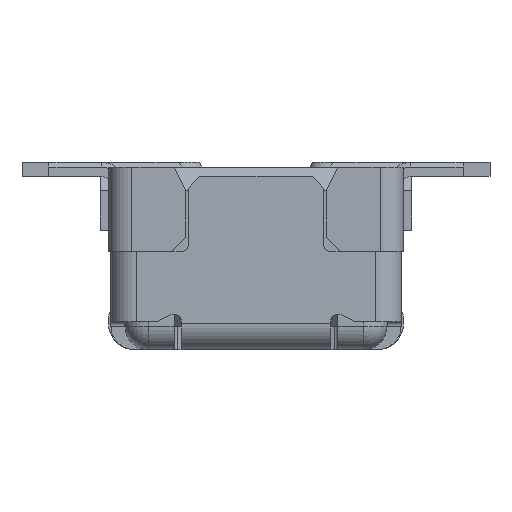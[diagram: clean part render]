
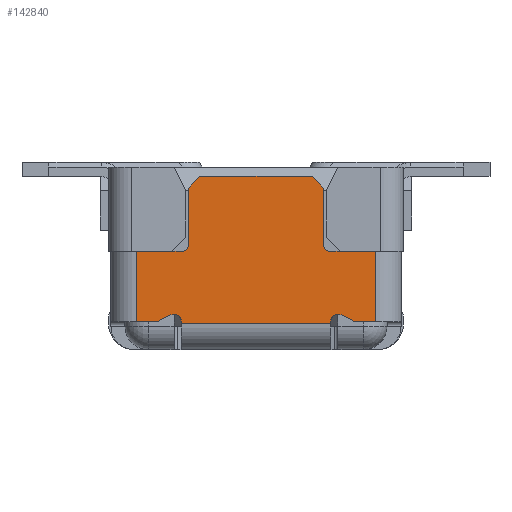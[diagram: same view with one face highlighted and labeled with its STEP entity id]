
A CAD part, left-side view. The second image highlights one B-rep face of the part: STEP entity #142840.
In plain terms, the highlighted face is planar.
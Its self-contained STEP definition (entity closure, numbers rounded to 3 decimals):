
#128760=CARTESIAN_POINT('',(1.87,0.68,-0.51));
#128770=VERTEX_POINT('',#128760);
#128820=CARTESIAN_POINT('',(1.87,0.68,-0.51));
#128830=DIRECTION('',(0.,0.,1.));
#128840=VECTOR('',#128830,1.);
#128850=LINE('',#128820,#128840);
#128860=CARTESIAN_POINT('',(1.87,0.68,-0.42));
#128870=VERTEX_POINT('',#128860);
#128880=EDGE_CURVE('',#128770,#128870,#128850,.T.);
#140700=CARTESIAN_POINT('',(1.87,0.38,-0.51));
#140710=VERTEX_POINT('',#140700);
#140950=CARTESIAN_POINT('',(1.87,0.38,-0.36));
#140960=VERTEX_POINT('',#140950);
#140990=CARTESIAN_POINT('',(1.87,0.38,-0.36));
#141000=DIRECTION('',(0.,0.,-1.));
#141010=VECTOR('',#141000,1.);
#141020=LINE('',#140990,#141010);
#141030=EDGE_CURVE('',#140960,#140710,#141020,.T.);
#141150=CARTESIAN_POINT('',(1.87,0.38,0.62));
#141160=DIRECTION('',(1.,0.,0.));
#141170=DIRECTION('',(0.,0.,-1.));
#141180=AXIS2_PLACEMENT_3D('',#141150,#141160,#141170);
#141190=PLANE('',#141180);
#141200=CARTESIAN_POINT('',(1.87,0.356,0.315));
#141210=DIRECTION('',(-1.,0.,0.));
#141220=DIRECTION('',(0.,1.,0.));
#141230=AXIS2_PLACEMENT_3D('',#141200,#141210,#141220);
#141240=CIRCLE('',#141230,0.025);
#141250=CARTESIAN_POINT('',(1.87,0.38,0.315));
#141260=VERTEX_POINT('',#141250);
#141270=CARTESIAN_POINT('',(1.87,0.356,0.29));
#141280=VERTEX_POINT('',#141270);
#141290=EDGE_CURVE('',#141260,#141280,#141240,.T.);
#141300=ORIENTED_EDGE('',*,*,#141290,.T.);
#141310=CARTESIAN_POINT('',(1.87,0.38,0.315));
#141320=DIRECTION('',(0.,0.,1.));
#141330=VECTOR('',#141320,1.);
#141340=LINE('',#141310,#141330);
#141350=CARTESIAN_POINT('',(1.87,0.38,0.36));
#141360=VERTEX_POINT('',#141350);
#141370=EDGE_CURVE('',#141260,#141360,#141340,.T.);
#141380=ORIENTED_EDGE('',*,*,#141370,.F.);
#141390=CARTESIAN_POINT('',(1.87,0.38,0.51));
#141400=DIRECTION('',(0.,0.,-1.));
#141410=VECTOR('',#141400,1.);
#141420=LINE('',#141390,#141410);
#141430=CARTESIAN_POINT('',(1.87,0.38,0.51));
#141440=VERTEX_POINT('',#141430);
#141450=EDGE_CURVE('',#141440,#141360,#141420,.T.);
#141460=ORIENTED_EDGE('',*,*,#141450,.T.);
#141470=CARTESIAN_POINT('',(1.87,0.38,0.51));
#141480=DIRECTION('',(0.,1.,0.));
#141490=VECTOR('',#141480,1.);
#141500=LINE('',#141470,#141490);
#141510=CARTESIAN_POINT('',(1.87,0.68,0.51));
#141520=VERTEX_POINT('',#141510);
#141530=EDGE_CURVE('',#141440,#141520,#141500,.T.);
#141540=ORIENTED_EDGE('',*,*,#141530,.F.);
#141550=CARTESIAN_POINT('',(1.87,0.68,0.42));
#141560=DIRECTION('',(0.,0.,1.));
#141570=VECTOR('',#141560,1.);
#141580=LINE('',#141550,#141570);
#141590=CARTESIAN_POINT('',(1.87,0.68,0.42));
#141600=VERTEX_POINT('',#141590);
#141610=EDGE_CURVE('',#141600,#141520,#141580,.T.);
#141620=ORIENTED_EDGE('',*,*,#141610,.T.);
#141630=CARTESIAN_POINT('',(1.87,0.652,0.363));
#141640=DIRECTION('',(0.,0.447,0.894));
#141650=VECTOR('',#141640,1.);
#141660=LINE('',#141630,#141650);
#141670=CARTESIAN_POINT('',(1.87,0.652,0.363));
#141680=VERTEX_POINT('',#141670);
#141690=EDGE_CURVE('',#141680,#141600,#141660,.T.);
#141700=ORIENTED_EDGE('',*,*,#141690,.T.);
#141710=CARTESIAN_POINT('',(1.87,0.679,0.35));
#141720=DIRECTION('',(-1.,-0.,0.));
#141730=DIRECTION('',(0.,0.,-1.));
#141740=AXIS2_PLACEMENT_3D('',#141710,#141720,#141730);
#141750=CIRCLE('',#141740,0.03);
#141760=CARTESIAN_POINT('',(1.87,0.679,0.32));
#141770=VERTEX_POINT('',#141760);
#141780=EDGE_CURVE('',#141770,#141680,#141750,.T.);
#141790=ORIENTED_EDGE('',*,*,#141780,.T.);
#141800=CARTESIAN_POINT('',(1.87,0.679,0.32));
#141810=DIRECTION('',(0.,1.,0.));
#141820=VECTOR('',#141810,1.);
#141830=LINE('',#141800,#141820);
#141840=CARTESIAN_POINT('',(1.87,0.69,0.32));
#141850=VERTEX_POINT('',#141840);
#141860=EDGE_CURVE('',#141770,#141850,#141830,.T.);
#141870=ORIENTED_EDGE('',*,*,#141860,.F.);
#141880=CARTESIAN_POINT('',(1.87,0.69,0.32));
#141890=DIRECTION('',(0.,0.,-1.));
#141900=VECTOR('',#141890,1.);
#141910=LINE('',#141880,#141900);
#141920=CARTESIAN_POINT('',(1.87,0.69,-0.32));
#141930=VERTEX_POINT('',#141920);
#141940=EDGE_CURVE('',#141850,#141930,#141910,.T.);
#141950=ORIENTED_EDGE('',*,*,#141940,.F.);
#141960=CARTESIAN_POINT('',(1.87,0.69,-0.32));
#141970=DIRECTION('',(0.,-1.,0.));
#141980=VECTOR('',#141970,1.);
#141990=LINE('',#141960,#141980);
#142000=CARTESIAN_POINT('',(1.87,0.679,-0.32));
#142010=VERTEX_POINT('',#142000);
#142020=EDGE_CURVE('',#141930,#142010,#141990,.T.);
#142030=ORIENTED_EDGE('',*,*,#142020,.F.);
#142040=CARTESIAN_POINT('',(1.87,0.679,-0.35));
#142050=DIRECTION('',(-1.,-0.,0.));
#142060=DIRECTION('',(0.,-0.894,-0.447));
#142070=AXIS2_PLACEMENT_3D('',#142040,#142050,#142060);
#142080=CIRCLE('',#142070,0.03);
#142090=CARTESIAN_POINT('',(1.87,0.652,-0.363));
#142100=VERTEX_POINT('',#142090);
#142110=EDGE_CURVE('',#142100,#142010,#142080,.T.);
#142120=ORIENTED_EDGE('',*,*,#142110,.T.);
#142130=CARTESIAN_POINT('',(1.87,0.68,-0.42));
#142140=DIRECTION('',(0.,-0.447,0.894));
#142150=VECTOR('',#142140,1.);
#142160=LINE('',#142130,#142150);
#142170=EDGE_CURVE('',#128870,#142100,#142160,.T.);
#142180=ORIENTED_EDGE('',*,*,#142170,.T.);
#142190=ORIENTED_EDGE('',*,*,#128880,.T.);
#142200=CARTESIAN_POINT('',(1.87,0.68,-0.51));
#142210=DIRECTION('',(0.,-1.,0.));
#142220=VECTOR('',#142210,1.);
#142230=LINE('',#142200,#142220);
#142240=EDGE_CURVE('',#128770,#140710,#142230,.T.);
#142250=ORIENTED_EDGE('',*,*,#142240,.F.);
#142260=ORIENTED_EDGE('',*,*,#141030,.T.);
#142270=CARTESIAN_POINT('',(1.87,0.38,-0.36));
#142280=DIRECTION('',(0.,0.,1.));
#142290=VECTOR('',#142280,1.);
#142300=LINE('',#142270,#142290);
#142310=CARTESIAN_POINT('',(1.87,0.38,-0.315));
#142320=VERTEX_POINT('',#142310);
#142330=EDGE_CURVE('',#140960,#142320,#142300,.T.);
#142340=ORIENTED_EDGE('',*,*,#142330,.F.);
#142350=CARTESIAN_POINT('',(1.87,0.356,-0.315));
#142360=DIRECTION('',(-1.,0.,0.));
#142370=DIRECTION('',(0.,0.,1.));
#142380=AXIS2_PLACEMENT_3D('',#142350,#142360,#142370);
#142390=CIRCLE('',#142380,0.025);
#142400=CARTESIAN_POINT('',(1.87,0.356,-0.29));
#142410=VERTEX_POINT('',#142400);
#142420=EDGE_CURVE('',#142410,#142320,#142390,.T.);
#142430=ORIENTED_EDGE('',*,*,#142420,.T.);
#142440=CARTESIAN_POINT('',(1.87,0.356,-0.29));
#142450=DIRECTION('',(0.,-1.,0.));
#142460=VECTOR('',#142450,1.);
#142470=LINE('',#142440,#142460);
#142480=CARTESIAN_POINT('',(1.87,0.11,-0.29));
#142490=VERTEX_POINT('',#142480);
#142500=EDGE_CURVE('',#142410,#142490,#142470,.T.);
#142510=ORIENTED_EDGE('',*,*,#142500,.F.);
#142520=CARTESIAN_POINT('',(1.87,0.06,-0.24));
#142530=DIRECTION('',(0.,0.707,-0.707));
#142540=VECTOR('',#142530,1.);
#142550=LINE('',#142520,#142540);
#142560=CARTESIAN_POINT('',(1.87,0.06,-0.24));
#142570=VERTEX_POINT('',#142560);
#142580=EDGE_CURVE('',#142570,#142490,#142550,.T.);
#142590=ORIENTED_EDGE('',*,*,#142580,.T.);
#142600=CARTESIAN_POINT('',(1.87,0.06,-0.24));
#142610=DIRECTION('',(0.,0.,1.));
#142620=VECTOR('',#142610,1.);
#142630=LINE('',#142600,#142620);
#142640=CARTESIAN_POINT('',(1.87,0.06,0.24));
#142650=VERTEX_POINT('',#142640);
#142660=EDGE_CURVE('',#142570,#142650,#142630,.T.);
#142670=ORIENTED_EDGE('',*,*,#142660,.F.);
#142680=CARTESIAN_POINT('',(1.87,0.11,0.29));
#142690=DIRECTION('',(0.,-0.707,-0.707));
#142700=VECTOR('',#142690,1.);
#142710=LINE('',#142680,#142700);
#142720=CARTESIAN_POINT('',(1.87,0.11,0.29));
#142730=VERTEX_POINT('',#142720);
#142740=EDGE_CURVE('',#142730,#142650,#142710,.T.);
#142750=ORIENTED_EDGE('',*,*,#142740,.T.);
#142760=CARTESIAN_POINT('',(1.87,0.11,0.29));
#142770=DIRECTION('',(0.,1.,0.));
#142780=VECTOR('',#142770,1.);
#142790=LINE('',#142760,#142780);
#142800=EDGE_CURVE('',#142730,#141280,#142790,.T.);
#142810=ORIENTED_EDGE('',*,*,#142800,.F.);
#142820=EDGE_LOOP('',(#142810,#142750,#142670,#142590,#142510,#142430,
#142340,#142260,#142250,#142190,#142180,#142120,#142030,#141950,#141870,
#141790,#141700,#141620,#141540,#141460,#141380,#141300));
#142830=FACE_OUTER_BOUND('',#142820,.T.);
#142840=ADVANCED_FACE('',(#142830),#141190,.T.);
